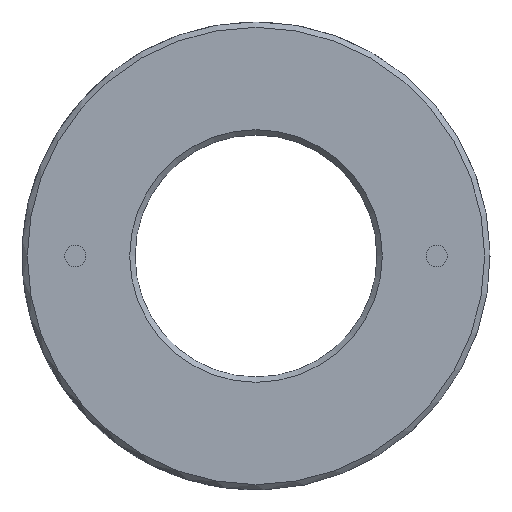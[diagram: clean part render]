
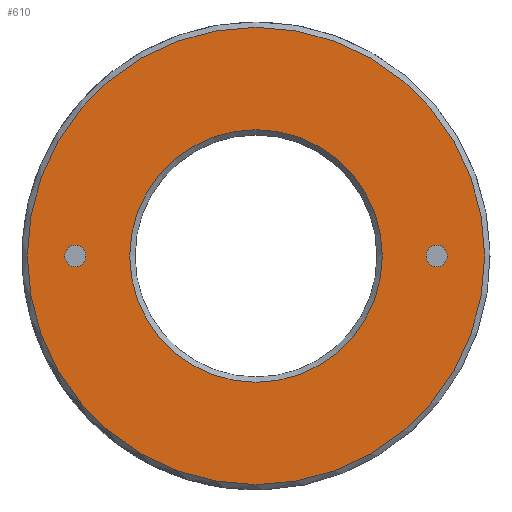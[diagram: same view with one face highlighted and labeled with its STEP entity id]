
A CAD part, front view. The second image highlights one B-rep face of the part: STEP entity #610.
In plain terms, the highlighted planar face has unit normal (0, -1, 0).
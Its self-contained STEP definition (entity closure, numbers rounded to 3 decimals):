
#3 = ORIENTED_EDGE ( 'NONE', *, *, #483, .F. ) ;
#20 = DIRECTION ( 'NONE',  ( 0., -1., 0. ) ) ;
#35 = CARTESIAN_POINT ( 'NONE',  ( 0., 0., 0. ) ) ;
#42 = CARTESIAN_POINT ( 'NONE',  ( 0., 0., 0. ) ) ;
#44 = CARTESIAN_POINT ( 'NONE',  ( -10.15, 0., -0.6 ) ) ;
#51 = CIRCLE ( 'NONE', #84, 0.6 ) ;
#52 = CARTESIAN_POINT ( 'NONE',  ( 10.15, 0., -0.6 ) ) ;
#67 = ORIENTED_EDGE ( 'NONE', *, *, #82, .F. ) ;
#69 = CARTESIAN_POINT ( 'NONE',  ( -10.15, 0., 0. ) ) ;
#79 = CARTESIAN_POINT ( 'NONE',  ( 10.15, 0., 0. ) ) ;
#82 = EDGE_CURVE ( 'NONE', #409, #409, #349, .T. ) ;
#84 = AXIS2_PLACEMENT_3D ( 'NONE', #69, #20, #635 ) ;
#98 = CIRCLE ( 'NONE', #191, 0.6 ) ;
#150 = EDGE_LOOP ( 'NONE', ( #3 ) ) ;
#151 = VERTEX_POINT ( 'NONE', #44 ) ;
#153 = EDGE_LOOP ( 'NONE', ( #221 ) ) ;
#191 = AXIS2_PLACEMENT_3D ( 'NONE', #79, #279, #290 ) ;
#200 = DIRECTION ( 'NONE',  ( 0., 0., -1. ) ) ;
#221 = ORIENTED_EDGE ( 'NONE', *, *, #557, .F. ) ;
#255 = FACE_OUTER_BOUND ( 'NONE', #355, .T. ) ;
#279 = DIRECTION ( 'NONE',  ( 0., -1., 0. ) ) ;
#290 = DIRECTION ( 'NONE',  ( 0., 0., -1. ) ) ;
#294 = DIRECTION ( 'NONE',  ( 0., 0., 1. ) ) ;
#305 = FACE_BOUND ( 'NONE', #383, .T. ) ;
#307 = PLANE ( 'NONE',  #520 ) ;
#328 = DIRECTION ( 'NONE',  ( 0., -1., 0. ) ) ;
#349 = CIRCLE ( 'NONE', #462, 12.845 ) ;
#355 = EDGE_LOOP ( 'NONE', ( #67 ) ) ;
#358 = FACE_BOUND ( 'NONE', #153, .T. ) ;
#361 = ORIENTED_EDGE ( 'NONE', *, *, #524, .F. ) ;
#367 = FACE_BOUND ( 'NONE', #150, .T. ) ;
#380 = CIRCLE ( 'NONE', #395, 7.095 ) ;
#383 = EDGE_LOOP ( 'NONE', ( #361 ) ) ;
#395 = AXIS2_PLACEMENT_3D ( 'NONE', #482, #328, #200 ) ;
#403 = DIRECTION ( 'NONE',  ( 0., 1., 0. ) ) ;
#409 = VERTEX_POINT ( 'NONE', #658 ) ;
#413 = DIRECTION ( 'NONE',  ( 0., 1., 0. ) ) ;
#462 = AXIS2_PLACEMENT_3D ( 'NONE', #35, #403, #294 ) ;
#482 = CARTESIAN_POINT ( 'NONE',  ( 0., 0., 0. ) ) ;
#483 = EDGE_CURVE ( 'NONE', #561, #561, #98, .T. ) ;
#520 = AXIS2_PLACEMENT_3D ( 'NONE', #42, #413, #573 ) ;
#524 = EDGE_CURVE ( 'NONE', #613, #613, #380, .T. ) ;
#557 = EDGE_CURVE ( 'NONE', #151, #151, #51, .T. ) ;
#561 = VERTEX_POINT ( 'NONE', #52 ) ;
#564 = CARTESIAN_POINT ( 'NONE',  ( 0., 0., -7.095 ) ) ;
#573 = DIRECTION ( 'NONE',  ( 0., 0., 1. ) ) ;
#610 = ADVANCED_FACE ( 'NONE', ( #255, #305, #358, #367 ), #307, .F. ) ;
#613 = VERTEX_POINT ( 'NONE', #564 ) ;
#635 = DIRECTION ( 'NONE',  ( 0., 0., -1. ) ) ;
#658 = CARTESIAN_POINT ( 'NONE',  ( 0., 0., 12.845 ) ) ;
